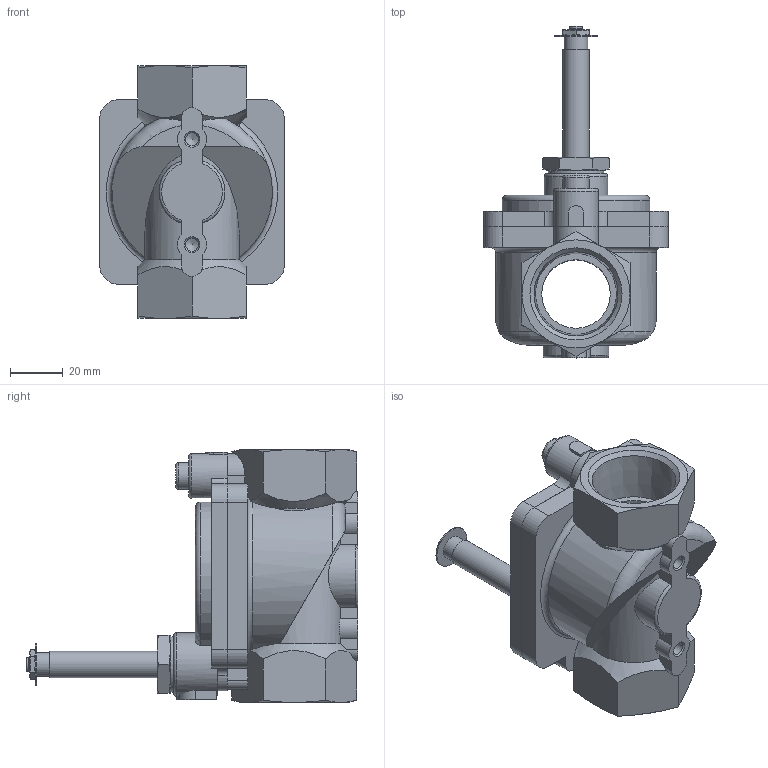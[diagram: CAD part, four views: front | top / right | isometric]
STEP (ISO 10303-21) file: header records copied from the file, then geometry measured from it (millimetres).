
FILE_DESCRIPTION(/* description */ ('STEP AP214'),/* implementation_level */ '2;1');
FILE_NAME(/* name */ '546174_VZWM-L-M22C-N1-F5-R1',/* time_stamp */ '2024-09-18T10:31:43+02:00',/* author */ ('License CC BY-ND 4.0'),/* organization */ ('CADENAS'),/* preprocessor_version */ 'ST-DEVELOPER v19.3',/* originating_system */ 'PARTsolutions',/* authorisation */ ' ');
FILE_SCHEMA (('AUTOMOTIVE_DESIGN {1 0 10303 214 3 1 1}'));
Length unit declared in the file: millimetre
Products named in the file (3): 546174 VZWM-L-M22C-N1-F5-R1; 546174VZWM-L-M22C-N1-F5-R1_H; 546174VZWM-L-M22C-N1-F5-R1_T
Assembly tree (2 placements, depth 2):
  546174 VZWM-L-M22C-N1-F5-R1
    546174VZWM-L-M22C-N1-F5-R1_H
    546174VZWM-L-M22C-N1-F5-R1_T
Bounding box: 70 x 126 x 96 mm (x, y, z)
Volume: 190682.6 mm3; surface area: 49806.8 mm2
Topology: 2 solids, 2 shells, 184 faces, 470 edges, 300 vertices
Faces by surface type: plane 81, cylinder 48, cone 45, torus 10
Full cylindrical faces by diameter (mm): 4.917 x2, 5 x1, 9 x5, 10 x2, 16 x1, 17 x1, 21 x1, 24 x1, 26 x1
Entity records: 5670 total; most frequent: CARTESIAN_POINT 1390, ORIENTED_EDGE 868, DIRECTION 837, EDGE_CURVE 434, AXIS2_PLACEMENT_3D 338, VERTEX_POINT 295, FACE_BOUND 235, EDGE_LOOP 233
